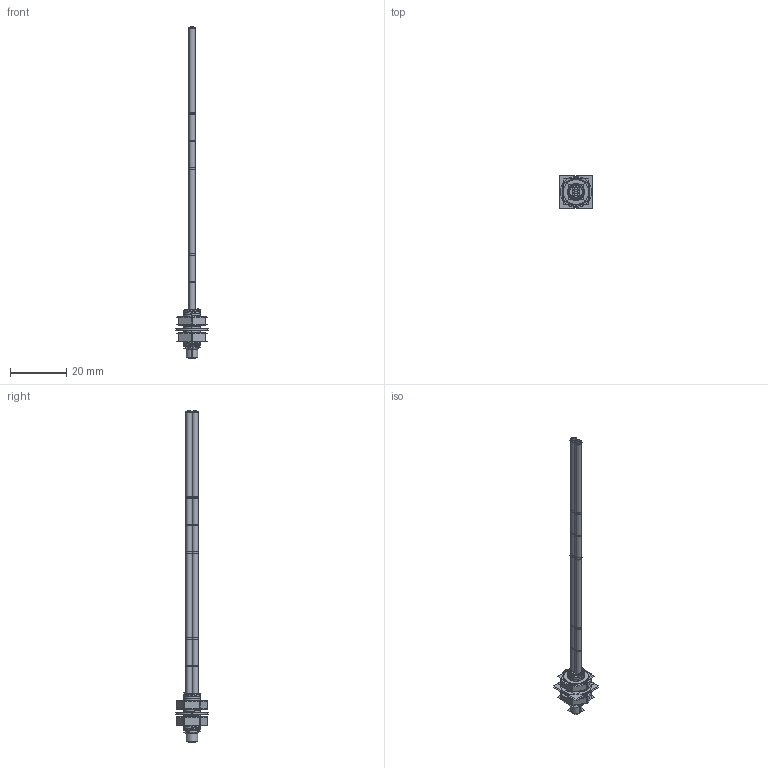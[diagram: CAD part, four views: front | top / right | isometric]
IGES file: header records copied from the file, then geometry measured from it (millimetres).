
Start section:  PTC IGES file: 193365.igs
Global section: file name: 193365.igs; native system: Creo Parametric by Parametric Technology Corporation; preprocessor: 2013230; author: pdmadmin; organization: Unknown; date: 20160302.094934; units: millimetre
Bounding box: 11.44 x 11.44 x 118.11 mm (x, y, z)
Volume: 1243.4 mm3; surface area: 21460.9 mm2
Topology: 10 solids, 12 shells, 382 faces, 1940 edges, 2482 vertices
Faces by surface type: revolution 250, bspline 132
